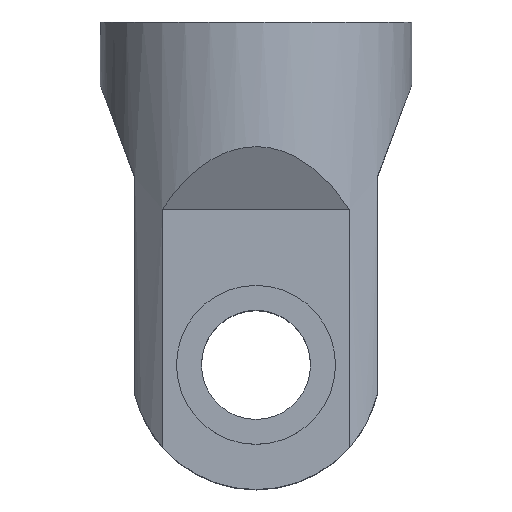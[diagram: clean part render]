
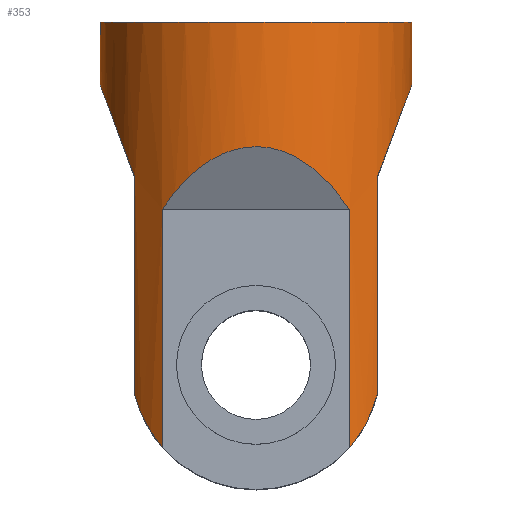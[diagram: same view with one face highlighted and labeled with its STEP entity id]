
A CAD part, top view. The second image highlights one B-rep face of the part: STEP entity #353.
In plain terms, the highlighted cylindrical face has radius 25 mm (diameter 50 mm), a full revolution.
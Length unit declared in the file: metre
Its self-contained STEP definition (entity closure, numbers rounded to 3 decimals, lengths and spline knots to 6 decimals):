
#26=ELLIPSE('',#390,0.071623,0.025);
#27=ELLIPSE('',#391,0.055902,0.025);
#28=ELLIPSE('',#392,0.071623,0.025);
#29=ELLIPSE('',#393,0.055902,0.025);
#30=LINE('',#548,#54);
#31=LINE('',#552,#55);
#32=LINE('',#560,#56);
#33=LINE('',#564,#57);
#34=LINE('',#572,#58);
#35=LINE('',#576,#59);
#36=LINE('',#584,#60);
#37=LINE('',#588,#61);
#54=VECTOR('',#435,1.);
#55=VECTOR('',#438,1.);
#56=VECTOR('',#439,1.);
#57=VECTOR('',#442,1.);
#58=VECTOR('',#443,1.);
#59=VECTOR('',#446,1.);
#60=VECTOR('',#447,1.);
#61=VECTOR('',#450,1.);
#78=B_SPLINE_CURVE_WITH_KNOTS('',3,(#541,#542,#543,#544,#545),
 .UNSPECIFIED.,.F.,.F.,(4,1,4),(0.,0.005224,
0.010447),.UNSPECIFIED.);
#79=B_SPLINE_CURVE_WITH_KNOTS('',3,(#554,#555,#556,#557,#558),
 .UNSPECIFIED.,.F.,.F.,(4,1,4),(0.017764,0.022989,0.028214),
 .UNSPECIFIED.);
#80=B_SPLINE_CURVE_WITH_KNOTS('',3,(#566,#567,#568,#569,#570),
 .UNSPECIFIED.,.F.,.F.,(4,1,4),(0.,0.005224,0.010447),
 .UNSPECIFIED.);
#81=B_SPLINE_CURVE_WITH_KNOTS('',3,(#578,#579,#580,#581,#582),
 .UNSPECIFIED.,.F.,.F.,(4,1,4),(0.017764,0.022989,0.028214),
 .UNSPECIFIED.);
#82=ORIENTED_EDGE('',*,*,#176,.T.);
#83=ORIENTED_EDGE('',*,*,#177,.F.);
#84=ORIENTED_EDGE('',*,*,#178,.F.);
#85=ORIENTED_EDGE('',*,*,#179,.F.);
#86=ORIENTED_EDGE('',*,*,#180,.F.);
#87=ORIENTED_EDGE('',*,*,#181,.F.);
#88=ORIENTED_EDGE('',*,*,#182,.T.);
#89=ORIENTED_EDGE('',*,*,#183,.T.);
#90=ORIENTED_EDGE('',*,*,#184,.T.);
#91=ORIENTED_EDGE('',*,*,#185,.F.);
#92=ORIENTED_EDGE('',*,*,#186,.T.);
#93=ORIENTED_EDGE('',*,*,#187,.T.);
#94=ORIENTED_EDGE('',*,*,#188,.T.);
#95=ORIENTED_EDGE('',*,*,#189,.F.);
#96=ORIENTED_EDGE('',*,*,#190,.F.);
#97=ORIENTED_EDGE('',*,*,#191,.F.);
#98=ORIENTED_EDGE('',*,*,#192,.F.);
#176=EDGE_CURVE('',#223,#223,#258,.T.);
#177=EDGE_CURVE('',#224,#225,#78,.T.);
#178=EDGE_CURVE('',#226,#224,#30,.F.);
#179=EDGE_CURVE('',#227,#226,#26,.T.);
#180=EDGE_CURVE('',#228,#227,#31,.T.);
#181=EDGE_CURVE('',#229,#228,#79,.T.);
#182=EDGE_CURVE('',#229,#230,#32,.T.);
#183=EDGE_CURVE('',#230,#231,#27,.T.);
#184=EDGE_CURVE('',#231,#232,#33,.F.);
#185=EDGE_CURVE('',#233,#232,#80,.T.);
#186=EDGE_CURVE('',#233,#234,#34,.T.);
#187=EDGE_CURVE('',#234,#235,#28,.T.);
#188=EDGE_CURVE('',#235,#236,#35,.F.);
#189=EDGE_CURVE('',#237,#236,#81,.T.);
#190=EDGE_CURVE('',#238,#237,#36,.F.);
#191=EDGE_CURVE('',#239,#238,#29,.T.);
#192=EDGE_CURVE('',#225,#239,#37,.T.);
#223=VERTEX_POINT('',#540);
#224=VERTEX_POINT('',#546);
#225=VERTEX_POINT('',#547);
#226=VERTEX_POINT('',#549);
#227=VERTEX_POINT('',#551);
#228=VERTEX_POINT('',#553);
#229=VERTEX_POINT('',#559);
#230=VERTEX_POINT('',#561);
#231=VERTEX_POINT('',#563);
#232=VERTEX_POINT('',#565);
#233=VERTEX_POINT('',#571);
#234=VERTEX_POINT('',#573);
#235=VERTEX_POINT('',#575);
#236=VERTEX_POINT('',#577);
#237=VERTEX_POINT('',#583);
#238=VERTEX_POINT('',#585);
#239=VERTEX_POINT('',#587);
#258=CIRCLE('',#389,0.025);
#273=EDGE_LOOP('',(#82));
#274=EDGE_LOOP('',(#83,#84,#85,#86,#87,#88,#89,#90,#91,#92,#93,#94,#95,
#96,#97,#98));
#309=FACE_BOUND('',#273,.T.);
#310=FACE_BOUND('',#274,.T.);
#345=CYLINDRICAL_SURFACE('',#388,0.025);
#353=ADVANCED_FACE('',(#309,#310),#345,.T.);
#388=AXIS2_PLACEMENT_3D('',#538,#431,#432);
#389=AXIS2_PLACEMENT_3D('',#539,#433,#434);
#390=AXIS2_PLACEMENT_3D('',#550,#436,#437);
#391=AXIS2_PLACEMENT_3D('',#562,#440,#441);
#392=AXIS2_PLACEMENT_3D('',#574,#444,#445);
#393=AXIS2_PLACEMENT_3D('',#586,#448,#449);
#431=DIRECTION('',(0.,1.,0.));
#432=DIRECTION('',(0.,0.,1.));
#433=DIRECTION('',(0.,-1.,0.));
#434=DIRECTION('',(0.,0.,-1.));
#435=DIRECTION('',(0.,1.,0.));
#436=DIRECTION('',(0.937,-0.349,0.));
#437=DIRECTION('',(0.349,0.937,0.));
#438=DIRECTION('',(0.,1.,0.));
#439=DIRECTION('',(0.,1.,0.));
#440=DIRECTION('',(0.,0.447,0.894));
#441=DIRECTION('',(0.,0.894,-0.447));
#442=DIRECTION('',(0.,1.,0.));
#443=DIRECTION('',(0.,1.,0.));
#444=DIRECTION('',(0.937,0.349,0.));
#445=DIRECTION('',(-0.349,0.937,0.));
#446=DIRECTION('',(0.,1.,0.));
#447=DIRECTION('',(0.,1.,0.));
#448=DIRECTION('',(0.,-0.447,0.894));
#449=DIRECTION('',(0.,0.894,0.447));
#450=DIRECTION('',(0.,1.,0.));
#538=CARTESIAN_POINT('',(0.,-0.075,0.));
#539=CARTESIAN_POINT('',(0.,0.,0.));
#540=CARTESIAN_POINT('',(0.,0.,-0.025));
#541=CARTESIAN_POINT('',(0.019413,-0.05981,0.015752));
#542=CARTESIAN_POINT('',(0.019004,-0.061462,0.016257));
#543=CARTESIAN_POINT('',(0.017837,-0.064448,0.017614));
#544=CARTESIAN_POINT('',(0.016035,-0.067055,0.019224));
#545=CARTESIAN_POINT('',(0.015,-0.068229,0.02));
#546=CARTESIAN_POINT('',(0.019413,-0.05981,0.015752));
#547=CARTESIAN_POINT('',(0.015,-0.068229,0.02));
#548=CARTESIAN_POINT('',(0.019413,-0.075,0.015752));
#549=CARTESIAN_POINT('',(0.019413,-0.025,0.015752));
#550=CARTESIAN_POINT('',(0.,-0.077119,0.));
#551=CARTESIAN_POINT('',(0.019413,-0.025,-0.015752));
#552=CARTESIAN_POINT('',(0.019413,-0.075,-0.015752));
#553=CARTESIAN_POINT('',(0.019413,-0.05981,-0.015752));
#554=CARTESIAN_POINT('',(0.015,-0.068229,-0.02));
#555=CARTESIAN_POINT('',(0.016037,-0.067053,-0.019222));
#556=CARTESIAN_POINT('',(0.017825,-0.064472,-0.017626));
#557=CARTESIAN_POINT('',(0.019005,-0.061458,-0.016256));
#558=CARTESIAN_POINT('',(0.019413,-0.05981,-0.015752));
#559=CARTESIAN_POINT('',(0.015,-0.068229,-0.02));
#560=CARTESIAN_POINT('',(0.015,-0.075,-0.02));
#561=CARTESIAN_POINT('',(0.015,-0.03,-0.02));
#562=CARTESIAN_POINT('',(0.,-0.07,0.));
#563=CARTESIAN_POINT('',(-0.015,-0.03,-0.02));
#564=CARTESIAN_POINT('',(-0.015,-0.075,-0.02));
#565=CARTESIAN_POINT('',(-0.015,-0.068229,-0.02));
#566=CARTESIAN_POINT('',(-0.019413,-0.05981,-0.015752));
#567=CARTESIAN_POINT('',(-0.019004,-0.061462,-0.016257));
#568=CARTESIAN_POINT('',(-0.017837,-0.064448,-0.017614));
#569=CARTESIAN_POINT('',(-0.016035,-0.067055,-0.019224));
#570=CARTESIAN_POINT('',(-0.015,-0.068229,-0.02));
#571=CARTESIAN_POINT('',(-0.019413,-0.05981,-0.015752));
#572=CARTESIAN_POINT('',(-0.019413,-0.075,-0.015752));
#573=CARTESIAN_POINT('',(-0.019413,-0.025,-0.015752));
#574=CARTESIAN_POINT('',(0.,-0.077119,0.));
#575=CARTESIAN_POINT('',(-0.019413,-0.025,0.015752));
#576=CARTESIAN_POINT('',(-0.019413,-0.075,0.015752));
#577=CARTESIAN_POINT('',(-0.019413,-0.05981,0.015752));
#578=CARTESIAN_POINT('',(-0.015,-0.068229,0.02));
#579=CARTESIAN_POINT('',(-0.016037,-0.067053,0.019222));
#580=CARTESIAN_POINT('',(-0.017825,-0.064472,0.017626));
#581=CARTESIAN_POINT('',(-0.019005,-0.061458,0.016256));
#582=CARTESIAN_POINT('',(-0.019413,-0.05981,0.015752));
#583=CARTESIAN_POINT('',(-0.015,-0.068229,0.02));
#584=CARTESIAN_POINT('',(-0.015,-0.075,0.02));
#585=CARTESIAN_POINT('',(-0.015,-0.03,0.02));
#586=CARTESIAN_POINT('',(0.,-0.07,0.));
#587=CARTESIAN_POINT('',(0.015,-0.03,0.02));
#588=CARTESIAN_POINT('',(0.015,-0.075,0.02));
